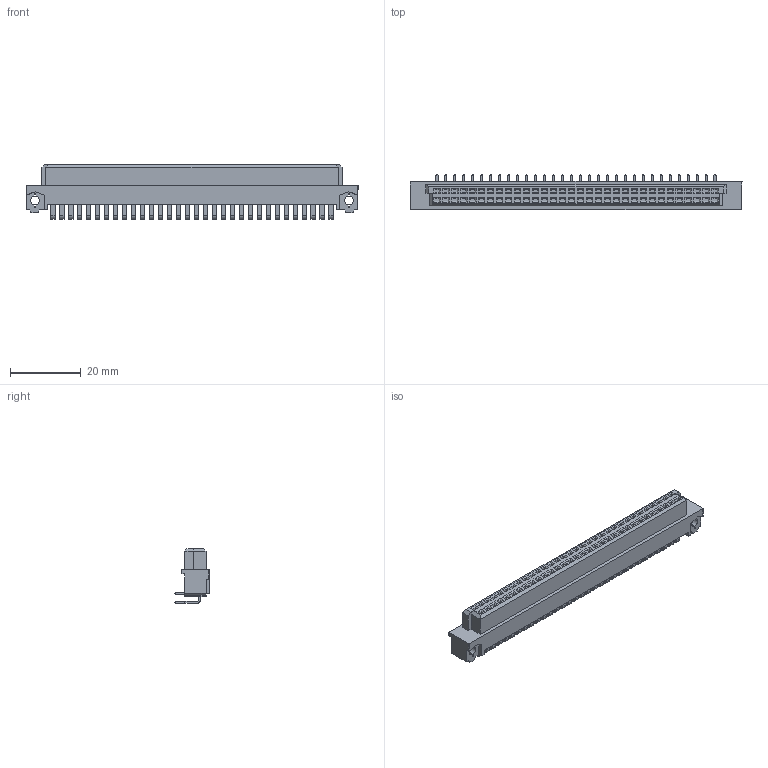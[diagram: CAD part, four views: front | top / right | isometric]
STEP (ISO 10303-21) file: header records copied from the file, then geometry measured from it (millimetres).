
FILE_DESCRIPTION(('STEP AP214'),'1');
FILE_NAME('din_41612_female_q-64abr.stp','2020-04-09T08:16:20',('TraceParts'),('TraceParts S.A.'),'Spatial InterOp 3D',' ',' ');
FILE_SCHEMA(('AUTOMOTIVE_DESIGN { 1 0 10303 214 1 1 1 1 }'));
Length unit declared in the file: millimetre
Products named in the file (1): din_41612_female_q-64abr
Bounding box: 94 x 10.05 x 15.57 mm (x, y, z)
Volume: 6477.2 mm3; surface area: 7114.3 mm2
Topology: 1 solids, 1 shells, 1738 faces, 4561 edges, 2954 vertices
Faces by surface type: plane 1595, cylinder 143
Entity records: 66219 total; most frequent: CARTESIAN_POINT 9254, ORIENTED_EDGE 9122, DIRECTION 8325, EDGE_CURVE 4561, LINE 4275, VECTOR 4275, VERTEX_POINT 2954, AXIS2_PLACEMENT_3D 2025
